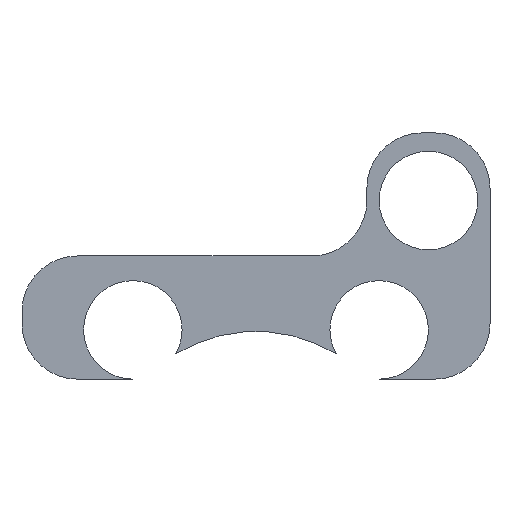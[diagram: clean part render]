
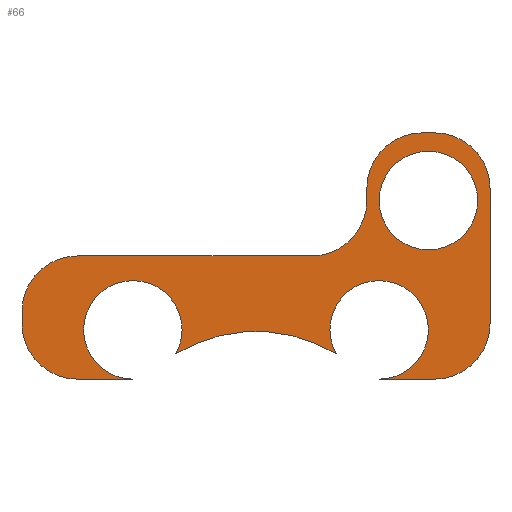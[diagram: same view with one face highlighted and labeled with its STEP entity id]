
A CAD part, front view. The second image highlights one B-rep face of the part: STEP entity #66.
In plain terms, the highlighted planar face has unit normal (0, -1, 0).
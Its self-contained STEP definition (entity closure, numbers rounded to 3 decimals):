
#1 = DIRECTION ( 'NONE',  ( 0., 1., 0. ) ) ;
#5 = FACE_OUTER_BOUND ( 'NONE', #167, .T. ) ;
#13 = LINE ( 'NONE', #233, #268 ) ;
#16 = VERTEX_POINT ( 'NONE', #705 ) ;
#18 = EDGE_CURVE ( 'NONE', #580, #222, #149, .T. ) ;
#21 = DIRECTION ( 'NONE',  ( 0., 1., 0. ) ) ;
#37 = CARTESIAN_POINT ( 'NONE',  ( -14.5, -1.5, 18.624 ) ) ;
#41 = CIRCLE ( 'NONE', #333, 4.5 ) ;
#43 = EDGE_CURVE ( 'NONE', #452, #16, #370, .T. ) ;
#57 = EDGE_CURVE ( 'NONE', #265, #251, #643, .T. ) ;
#61 = CARTESIAN_POINT ( 'NONE',  ( -10., -1.5, 12.624 ) ) ;
#62 = DIRECTION ( 'NONE',  ( 0., 0., -1. ) ) ;
#66 = ADVANCED_FACE ( 'NONE', ( #5, #274 ), #558, .T. ) ;
#67 = ORIENTED_EDGE ( 'NONE', *, *, #706, .F. ) ;
#71 = VERTEX_POINT ( 'NONE', #553 ) ;
#72 = CARTESIAN_POINT ( 'NONE',  ( 19., -1.5, 24.124 ) ) ;
#75 = ORIENTED_EDGE ( 'NONE', *, *, #86, .T. ) ;
#82 = EDGE_CURVE ( 'NONE', #332, #71, #41, .T. ) ;
#86 = EDGE_CURVE ( 'NONE', #16, #452, #535, .T. ) ;
#87 = VECTOR ( 'NONE', #410, 1000. ) ;
#91 = LINE ( 'NONE', #298, #334 ) ;
#92 = DIRECTION ( 'NONE',  ( 0., 1., 0. ) ) ;
#93 = CARTESIAN_POINT ( 'NONE',  ( -10., -1.5, 8.624 ) ) ;
#96 = VERTEX_POINT ( 'NONE', #339 ) ;
#97 = DIRECTION ( 'NONE',  ( 0., 0., -1. ) ) ;
#98 = VERTEX_POINT ( 'NONE', #101 ) ;
#101 = CARTESIAN_POINT ( 'NONE',  ( 19., -1.5, 13.124 ) ) ;
#103 = ORIENTED_EDGE ( 'NONE', *, *, #57, .F. ) ;
#107 = CARTESIAN_POINT ( 'NONE',  ( 10., -1.5, 12.624 ) ) ;
#109 = DIRECTION ( 'NONE',  ( 0., 0., 1. ) ) ;
#112 = ORIENTED_EDGE ( 'NONE', *, *, #379, .F. ) ;
#118 = CARTESIAN_POINT ( 'NONE',  ( 14.5, -1.5, 8.624 ) ) ;
#123 = CARTESIAN_POINT ( 'NONE',  ( -6.509, -1.5, 10.672 ) ) ;
#125 = DIRECTION ( 'NONE',  ( 0., 1., 0. ) ) ;
#126 = CARTESIAN_POINT ( 'NONE',  ( 13.5, -1.5, 28.624 ) ) ;
#127 = CARTESIAN_POINT ( 'NONE',  ( -19., -1.5, 13.124 ) ) ;
#132 = VERTEX_POINT ( 'NONE', #331 ) ;
#136 = VERTEX_POINT ( 'NONE', #617 ) ;
#137 = VERTEX_POINT ( 'NONE', #118 ) ;
#138 = EDGE_CURVE ( 'NONE', #136, #265, #306, .T. ) ;
#146 = CIRCLE ( 'NONE', #186, 4.5 ) ;
#149 = LINE ( 'NONE', #37, #442 ) ;
#151 = ORIENTED_EDGE ( 'NONE', *, *, #18, .F. ) ;
#161 = DIRECTION ( 'NONE',  ( 0., 0., 1. ) ) ;
#162 = DIRECTION ( 'NONE',  ( 0., 0., 1. ) ) ;
#164 = CARTESIAN_POINT ( 'NONE',  ( 14., -1.5, 23.124 ) ) ;
#167 = EDGE_LOOP ( 'NONE', ( #112, #103, #466, #244, #661, #468, #67, #172, #523, #414, #248, #151, #713, #277, #586, #308 ) ) ;
#170 = CARTESIAN_POINT ( 'NONE',  ( -14.5, -1.5, 8.624 ) ) ;
#172 = ORIENTED_EDGE ( 'NONE', *, *, #633, .F. ) ;
#173 = EDGE_CURVE ( 'NONE', #716, #132, #638, .T. ) ;
#186 = AXIS2_PLACEMENT_3D ( 'NONE', #707, #204, #97 ) ;
#203 = DIRECTION ( 'NONE',  ( 1., 0., 0. ) ) ;
#204 = DIRECTION ( 'NONE',  ( 0., 1., 0. ) ) ;
#205 = VECTOR ( 'NONE', #441, 1000. ) ;
#218 = AXIS2_PLACEMENT_3D ( 'NONE', #624, #125, #570 ) ;
#222 = VERTEX_POINT ( 'NONE', #259 ) ;
#230 = AXIS2_PLACEMENT_3D ( 'NONE', #450, #541, #459 ) ;
#233 = CARTESIAN_POINT ( 'NONE',  ( 14.5, -1.5, 8.624 ) ) ;
#244 = ORIENTED_EDGE ( 'NONE', *, *, #501, .F. ) ;
#248 = ORIENTED_EDGE ( 'NONE', *, *, #436, .F. ) ;
#251 = VERTEX_POINT ( 'NONE', #123 ) ;
#259 = CARTESIAN_POINT ( 'NONE',  ( 4.5, -1.5, 18.624 ) ) ;
#260 = CARTESIAN_POINT ( 'NONE',  ( -14.5, -1.5, 18.624 ) ) ;
#265 = VERTEX_POINT ( 'NONE', #476 ) ;
#267 = AXIS2_PLACEMENT_3D ( 'NONE', #590, #92, #287 ) ;
#268 = VECTOR ( 'NONE', #295, 1000. ) ;
#274 = FACE_BOUND ( 'NONE', #611, .T. ) ;
#277 = ORIENTED_EDGE ( 'NONE', *, *, #173, .F. ) ;
#287 = DIRECTION ( 'NONE',  ( 0., 0., 1. ) ) ;
#295 = DIRECTION ( 'NONE',  ( -1., 0., 0. ) ) ;
#298 = CARTESIAN_POINT ( 'NONE',  ( 19., -1.5, 24.124 ) ) ;
#301 = EDGE_CURVE ( 'NONE', #699, #98, #91, .T. ) ;
#306 = CIRCLE ( 'NONE', #561, 4. ) ;
#308 = ORIENTED_EDGE ( 'NONE', *, *, #393, .F. ) ;
#324 = CIRCLE ( 'NONE', #528, 4.5 ) ;
#331 = CARTESIAN_POINT ( 'NONE',  ( -19., -1.5, 14.124 ) ) ;
#332 = VERTEX_POINT ( 'NONE', #542 ) ;
#333 = AXIS2_PLACEMENT_3D ( 'NONE', #613, #1, #161 ) ;
#334 = VECTOR ( 'NONE', #529, 1000. ) ;
#336 = LINE ( 'NONE', #344, #658 ) ;
#339 = CARTESIAN_POINT ( 'NONE',  ( 9., -1.5, 23.124 ) ) ;
#340 = DIRECTION ( 'NONE',  ( 0., 1., 0. ) ) ;
#344 = CARTESIAN_POINT ( 'NONE',  ( 9., -1.5, 23.124 ) ) ;
#345 = CARTESIAN_POINT ( 'NONE',  ( 14.5, -1.5, 28.624 ) ) ;
#347 = AXIS2_PLACEMENT_3D ( 'NONE', #534, #593, #162 ) ;
#351 = CARTESIAN_POINT ( 'NONE',  ( -14.5, -1.5, 14.124 ) ) ;
#360 = CARTESIAN_POINT ( 'NONE',  ( -19., -1.5, 13.124 ) ) ;
#363 = AXIS2_PLACEMENT_3D ( 'NONE', #61, #495, #62 ) ;
#370 = CIRCLE ( 'NONE', #267, 4. ) ;
#374 = VECTOR ( 'NONE', #578, 1000. ) ;
#379 = EDGE_CURVE ( 'NONE', #251, #634, #594, .T. ) ;
#381 = AXIS2_PLACEMENT_3D ( 'NONE', #712, #647, #438 ) ;
#386 = DIRECTION ( 'NONE',  ( 0., 1., 0. ) ) ;
#393 = EDGE_CURVE ( 'NONE', #634, #519, #591, .T. ) ;
#408 = DIRECTION ( 'NONE',  ( 0., 0., 1. ) ) ;
#410 = DIRECTION ( 'NONE',  ( 0., 0., 1. ) ) ;
#414 = ORIENTED_EDGE ( 'NONE', *, *, #458, .F. ) ;
#420 = CIRCLE ( 'NONE', #218, 4.5 ) ;
#427 = EDGE_CURVE ( 'NONE', #98, #137, #146, .T. ) ;
#430 = AXIS2_PLACEMENT_3D ( 'NONE', #164, #386, #109 ) ;
#436 = EDGE_CURVE ( 'NONE', #222, #96, #584, .T. ) ;
#438 = DIRECTION ( 'NONE',  ( 0., 0., -1. ) ) ;
#441 = DIRECTION ( 'NONE',  ( -1., 0., 0. ) ) ;
#442 = VECTOR ( 'NONE', #203, 1000. ) ;
#446 = DIRECTION ( 'NONE',  ( 0., 0., 1. ) ) ;
#450 = CARTESIAN_POINT ( 'NONE',  ( 0., -1.5, 0. ) ) ;
#452 = VERTEX_POINT ( 'NONE', #485 ) ;
#458 = EDGE_CURVE ( 'NONE', #96, #332, #336, .T. ) ;
#459 = DIRECTION ( 'NONE',  ( 0., 0., 1. ) ) ;
#462 = DIRECTION ( 'NONE',  ( 0., 0., 1. ) ) ;
#466 = ORIENTED_EDGE ( 'NONE', *, *, #138, .F. ) ;
#468 = ORIENTED_EDGE ( 'NONE', *, *, #301, .F. ) ;
#469 = EDGE_CURVE ( 'NONE', #132, #580, #502, .T. ) ;
#476 = CARTESIAN_POINT ( 'NONE',  ( 6.509, -1.5, 10.672 ) ) ;
#485 = CARTESIAN_POINT ( 'NONE',  ( 14., -1.5, 19.124 ) ) ;
#495 = DIRECTION ( 'NONE',  ( 0., -1., 0. ) ) ;
#497 = ORIENTED_EDGE ( 'NONE', *, *, #43, .T. ) ;
#501 = EDGE_CURVE ( 'NONE', #137, #136, #13, .T. ) ;
#502 = CIRCLE ( 'NONE', #686, 4.5 ) ;
#507 = CARTESIAN_POINT ( 'NONE',  ( -14.5, -1.5, 13.124 ) ) ;
#519 = VERTEX_POINT ( 'NONE', #170 ) ;
#523 = ORIENTED_EDGE ( 'NONE', *, *, #82, .F. ) ;
#528 = AXIS2_PLACEMENT_3D ( 'NONE', #507, #21, #408 ) ;
#529 = DIRECTION ( 'NONE',  ( 0., 0., -1. ) ) ;
#534 = CARTESIAN_POINT ( 'NONE',  ( 4.5, -1.5, 23.124 ) ) ;
#535 = CIRCLE ( 'NONE', #430, 4. ) ;
#541 = DIRECTION ( 'NONE',  ( 0., -1., 0. ) ) ;
#542 = CARTESIAN_POINT ( 'NONE',  ( 9., -1.5, 24.124 ) ) ;
#550 = DIRECTION ( 'NONE',  ( 0., -1., 0. ) ) ;
#553 = CARTESIAN_POINT ( 'NONE',  ( 13.5, -1.5, 28.624 ) ) ;
#558 = PLANE ( 'NONE',  #363 ) ;
#561 = AXIS2_PLACEMENT_3D ( 'NONE', #107, #550, #446 ) ;
#570 = DIRECTION ( 'NONE',  ( 0., 0., 1. ) ) ;
#578 = DIRECTION ( 'NONE',  ( 1., 0., 0. ) ) ;
#580 = VERTEX_POINT ( 'NONE', #260 ) ;
#584 = CIRCLE ( 'NONE', #347, 4.5 ) ;
#586 = ORIENTED_EDGE ( 'NONE', *, *, #702, .F. ) ;
#590 = CARTESIAN_POINT ( 'NONE',  ( 14., -1.5, 23.124 ) ) ;
#591 = LINE ( 'NONE', #93, #205 ) ;
#593 = DIRECTION ( 'NONE',  ( 0., -1., 0. ) ) ;
#594 = CIRCLE ( 'NONE', #381, 4. ) ;
#608 = DIRECTION ( 'NONE',  ( 0., 0., 1. ) ) ;
#611 = EDGE_LOOP ( 'NONE', ( #497, #75 ) ) ;
#613 = CARTESIAN_POINT ( 'NONE',  ( 13.5, -1.5, 24.124 ) ) ;
#617 = CARTESIAN_POINT ( 'NONE',  ( 10., -1.5, 8.624 ) ) ;
#624 = CARTESIAN_POINT ( 'NONE',  ( 14.5, -1.5, 24.124 ) ) ;
#632 = LINE ( 'NONE', #126, #374 ) ;
#633 = EDGE_CURVE ( 'NONE', #71, #651, #632, .T. ) ;
#634 = VERTEX_POINT ( 'NONE', #701 ) ;
#638 = LINE ( 'NONE', #127, #87 ) ;
#643 = CIRCLE ( 'NONE', #230, 12.5 ) ;
#647 = DIRECTION ( 'NONE',  ( 0., -1., 0. ) ) ;
#651 = VERTEX_POINT ( 'NONE', #345 ) ;
#658 = VECTOR ( 'NONE', #608, 1000. ) ;
#661 = ORIENTED_EDGE ( 'NONE', *, *, #427, .F. ) ;
#686 = AXIS2_PLACEMENT_3D ( 'NONE', #351, #340, #462 ) ;
#699 = VERTEX_POINT ( 'NONE', #72 ) ;
#701 = CARTESIAN_POINT ( 'NONE',  ( -10., -1.5, 8.624 ) ) ;
#702 = EDGE_CURVE ( 'NONE', #519, #716, #324, .T. ) ;
#705 = CARTESIAN_POINT ( 'NONE',  ( 14., -1.5, 27.124 ) ) ;
#706 = EDGE_CURVE ( 'NONE', #651, #699, #420, .T. ) ;
#707 = CARTESIAN_POINT ( 'NONE',  ( 14.5, -1.5, 13.124 ) ) ;
#712 = CARTESIAN_POINT ( 'NONE',  ( -10., -1.5, 12.624 ) ) ;
#713 = ORIENTED_EDGE ( 'NONE', *, *, #469, .F. ) ;
#716 = VERTEX_POINT ( 'NONE', #360 ) ;
